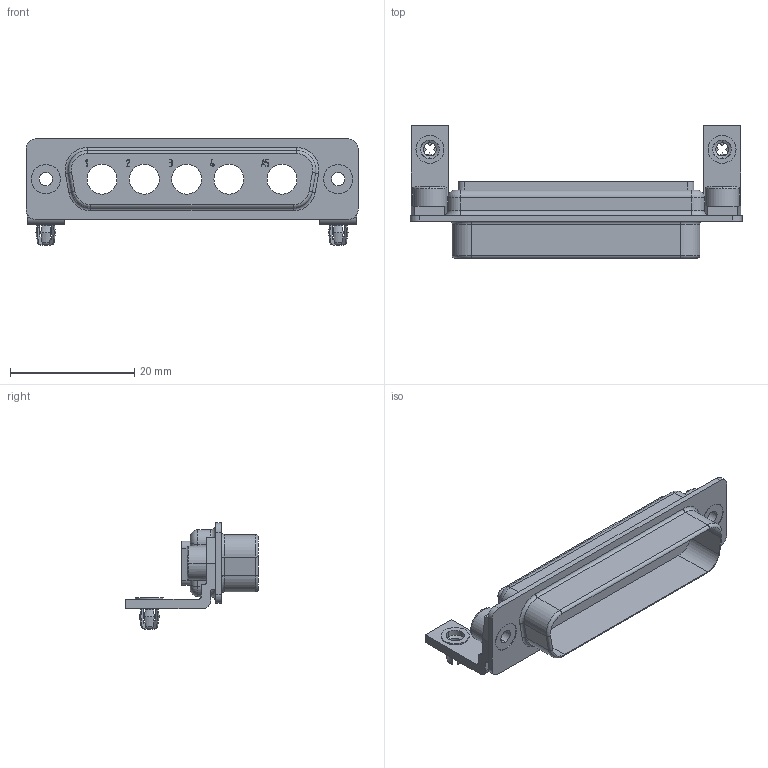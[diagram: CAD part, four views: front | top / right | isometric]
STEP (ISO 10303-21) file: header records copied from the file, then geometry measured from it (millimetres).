
FILE_DESCRIPTION(('Creo Elements/Direct Modeling STEP Export'),'2;1');
FILE_NAME('model.stp','2019-08-21T15:40:37',(''),(''),'Creo Elements/Direct Modeling STEP processor for AP214 (Solid Model)','Creo Elements/Direct Modeling 20.1A 29-Sep-2018 (C) Parametric Technology GmbH','');
FILE_SCHEMA(('AUTOMOTIVE_DESIGN { 1 0 10303 214 1 1 1 1 }'));
Length unit declared in the file: millimetre
Products named in the file (2): VS-25-ST-DSUB-5P-LH.1; VS-25-ST-DSUB-5P-LH
Assembly tree (1 placements, depth 2):
  VS-25-ST-DSUB-5P-LH
    VS-25-ST-DSUB-5P-LH.1
Bounding box: 53.42 x 21.39 x 17.07 mm (x, y, z)
Volume: 2827.2 mm3; surface area: 4138.7 mm2
Topology: 1 solids, 1 shells, 542 faces, 1507 edges, 994 vertices
Faces by surface type: plane 213, cylinder 138, extrusion 123, torus 44, cone 24
Entity records: 26620 total; most frequent: CARTESIAN_POINT 8851, ORIENTED_EDGE 3014, DIRECTION 2334, EDGE_CURVE 1507, VERTEX_POINT 994, VECTOR 912, LINE 789, AXIS2_PLACEMENT_3D 711
